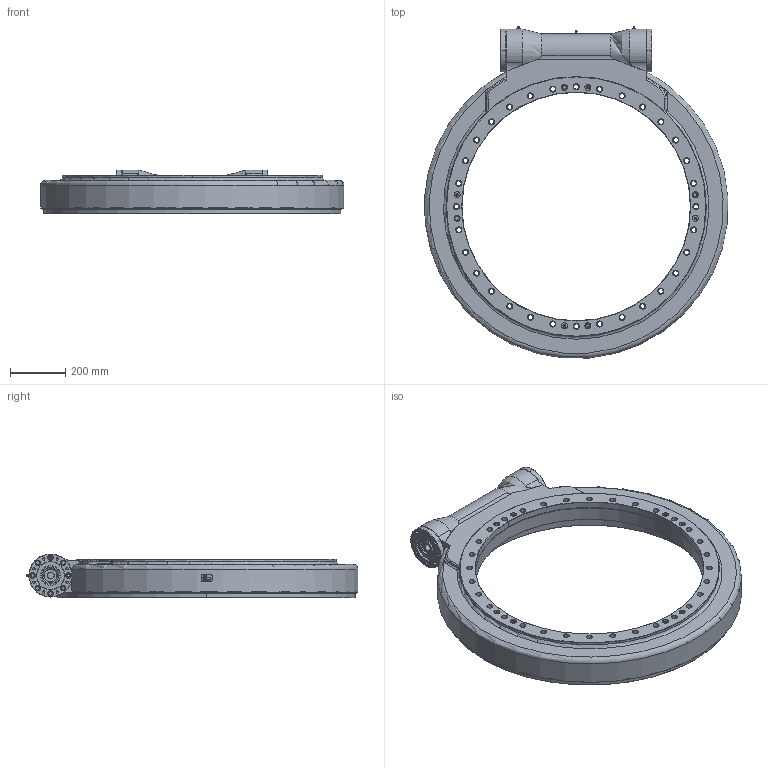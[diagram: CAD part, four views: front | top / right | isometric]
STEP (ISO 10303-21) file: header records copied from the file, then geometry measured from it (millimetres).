
FILE_DESCRIPTION (( 'STEP AP214' ), '1' );
FILE_NAME ('TGE1050-Z0-LM - SH.STEP', '2018-10-10T11:23:26', ( '' ), ( '' ), 'SwSTEP 2.0', 'SolidWorks 2016', '' );
FILE_SCHEMA (( 'AUTOMOTIVE_DESIGN' ));
Length unit declared in the file: millimetre
Products named in the file (1): TGE1050-Z0-LM - SH
Bounding box: 1103.49 x 1205.97 x 159.25 mm (x, y, z)
Surface area: 2420174.7 mm2 (no closed solid volume)
Topology: 0 solids, 56 shells, 682 faces, 2326 edges, 1711 vertices
Faces by surface type: cylinder 316, plane 212, torus 88, cone 59, bspline 7
Entity records: 45721 total; most frequent: CARTESIAN_POINT 17266, DIRECTION 4527, ORIENTED_EDGE 3786, EDGE_CURVE 2326, AXIS2_PLACEMENT_3D 1738, VERTEX_POINT 1711, CIRCLE 1062, LINE 1051
